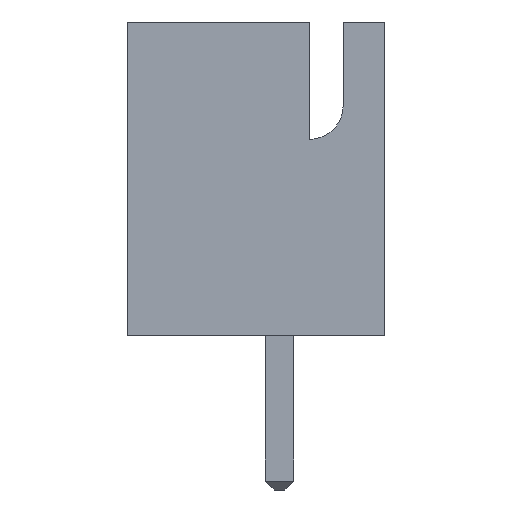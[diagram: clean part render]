
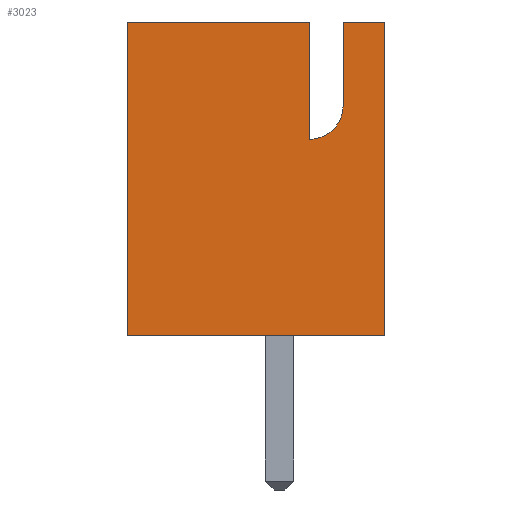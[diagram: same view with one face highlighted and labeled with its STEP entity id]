
A CAD part, left-side view. The second image highlights one B-rep face of the part: STEP entity #3023.
In plain terms, the highlighted planar face has unit normal (-1, 0, 0).
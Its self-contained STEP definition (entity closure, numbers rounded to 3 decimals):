
#43=CIRCLE('',#3218,0.754);
#197=FACE_OUTER_BOUND('',#373,.T.);
#373=EDGE_LOOP('',(#2473,#2474,#2475,#2476,#2477,#2478,#2479,#2480));
#677=LINE('',#4565,#1079);
#686=LINE('',#4583,#1088);
#687=LINE('',#4586,#1089);
#719=LINE('',#4657,#1121);
#724=LINE('',#4666,#1126);
#726=LINE('',#4672,#1128);
#727=LINE('',#4673,#1129);
#1079=VECTOR('',#3759,10.);
#1088=VECTOR('',#3772,10.);
#1089=VECTOR('',#3775,10.);
#1121=VECTOR('',#3835,10.);
#1126=VECTOR('',#3844,10.);
#1128=VECTOR('',#3854,10.);
#1129=VECTOR('',#3855,10.);
#1382=VERTEX_POINT('',#4562);
#1383=VERTEX_POINT('',#4564);
#1388=VERTEX_POINT('',#4577);
#1390=VERTEX_POINT('',#4581);
#1391=VERTEX_POINT('',#4585);
#1415=VERTEX_POINT('',#4654);
#1416=VERTEX_POINT('',#4656);
#1418=VERTEX_POINT('',#4665);
#1736=EDGE_CURVE('',#1383,#1382,#677,.T.);
#1745=EDGE_CURVE('',#1390,#1388,#686,.T.);
#1746=EDGE_CURVE('',#1388,#1391,#687,.T.);
#1781=EDGE_CURVE('',#1416,#1415,#719,.T.);
#1786=EDGE_CURVE('',#1418,#1391,#724,.T.);
#1789=EDGE_CURVE('',#1415,#1418,#43,.T.);
#1790=EDGE_CURVE('',#1390,#1383,#726,.T.);
#1791=EDGE_CURVE('',#1416,#1382,#727,.T.);
#2473=ORIENTED_EDGE('',*,*,#1781,.T.);
#2474=ORIENTED_EDGE('',*,*,#1789,.T.);
#2475=ORIENTED_EDGE('',*,*,#1786,.T.);
#2476=ORIENTED_EDGE('',*,*,#1746,.F.);
#2477=ORIENTED_EDGE('',*,*,#1745,.F.);
#2478=ORIENTED_EDGE('',*,*,#1790,.T.);
#2479=ORIENTED_EDGE('',*,*,#1736,.T.);
#2480=ORIENTED_EDGE('',*,*,#1791,.F.);
#2847=PLANE('',#3219);
#3023=ADVANCED_FACE('',(#197),#2847,.T.);
#3218=AXIS2_PLACEMENT_3D('',#4670,#3850,#3851);
#3219=AXIS2_PLACEMENT_3D('',#4671,#3852,#3853);
#3759=DIRECTION('',(0.,0.,1.));
#3772=DIRECTION('',(0.,0.,1.));
#3775=DIRECTION('',(0.,-1.,0.));
#3835=DIRECTION('',(0.,0.,-1.));
#3844=DIRECTION('',(0.,0.,1.));
#3850=DIRECTION('center_axis',(1.,0.,0.));
#3851=DIRECTION('ref_axis',(0.,0.,-1.));
#3852=DIRECTION('center_axis',(-1.,0.,0.));
#3853=DIRECTION('ref_axis',(0.,-1.,0.));
#3854=DIRECTION('',(0.,-1.,0.));
#3855=DIRECTION('',(0.,-1.,0.));
#4562=CARTESIAN_POINT('',(-11.34,-2.875,7.));
#4564=CARTESIAN_POINT('',(-11.34,-2.875,0.));
#4565=CARTESIAN_POINT('',(-11.34,-2.875,0.));
#4577=CARTESIAN_POINT('',(-11.34,2.875,7.));
#4581=CARTESIAN_POINT('',(-11.34,2.875,0.));
#4583=CARTESIAN_POINT('',(-11.34,2.875,0.));
#4585=CARTESIAN_POINT('',(-11.34,-1.193,7.));
#4586=CARTESIAN_POINT('',(-11.34,2.875,7.));
#4654=CARTESIAN_POINT('',(-11.34,-1.947,5.134));
#4656=CARTESIAN_POINT('',(-11.34,-1.947,7.));
#4657=CARTESIAN_POINT('',(-11.34,-1.947,3.5));
#4665=CARTESIAN_POINT('',(-11.34,-1.193,4.38));
#4666=CARTESIAN_POINT('',(-11.34,-1.193,2.19));
#4670=CARTESIAN_POINT('Origin',(-11.34,-1.193,5.134));
#4671=CARTESIAN_POINT('Origin',(-11.34,2.875,0.));
#4672=CARTESIAN_POINT('',(-11.34,2.875,0.));
#4673=CARTESIAN_POINT('',(-11.34,2.875,7.));
